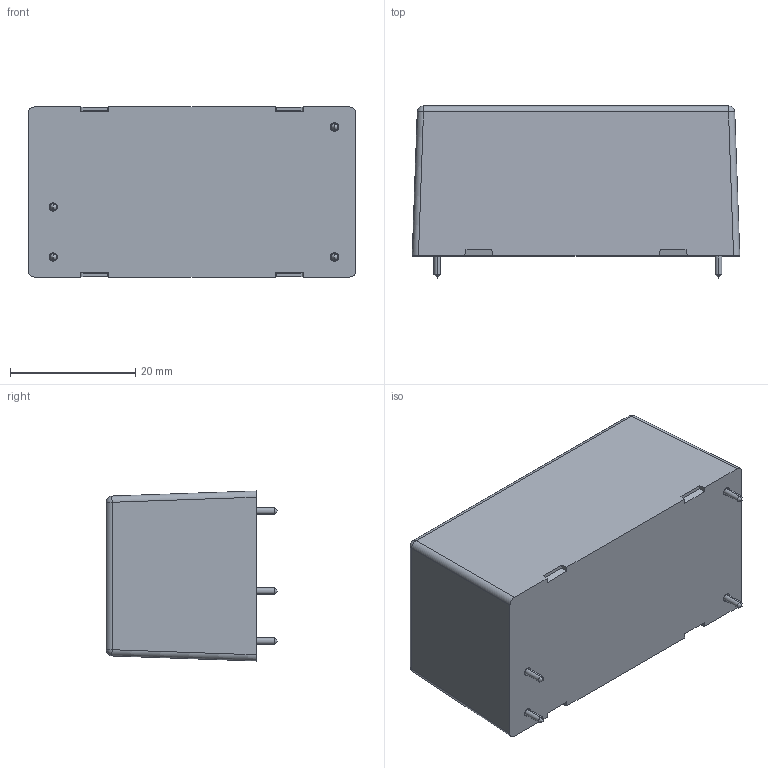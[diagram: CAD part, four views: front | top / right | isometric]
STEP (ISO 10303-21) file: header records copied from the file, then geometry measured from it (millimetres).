
FILE_DESCRIPTION (( 'STEP AP214' ), '1' );
FILE_NAME ('IRM-20-12.STEP', '2021-10-29T09:33:11', ( '' ), ( '' ), 'SwSTEP 2.0', 'SolidWorks 2018', '' );
FILE_SCHEMA (( 'AUTOMOTIVE_DESIGN' ));
Length unit declared in the file: millimetre
Products named in the file (2): IRM-20-12
Bounding box: 52.4 x 27.5 x 27.2 mm (x, y, z)
Volume: 32575.8 mm3; surface area: 6415.8 mm2
Topology: 1 solids, 1 shells, 62 faces, 152 edges, 88 vertices
Faces by surface type: plane 26, cylinder 24, cone 8, sphere 4
Entity records: 2451 total; most frequent: DIRECTION 308, CARTESIAN_POINT 304, ORIENTED_EDGE 280, EDGE_CURVE 140, AXIS2_PLACEMENT_3D 108, LINE 92, VECTOR 92, VERTEX_POINT 88
